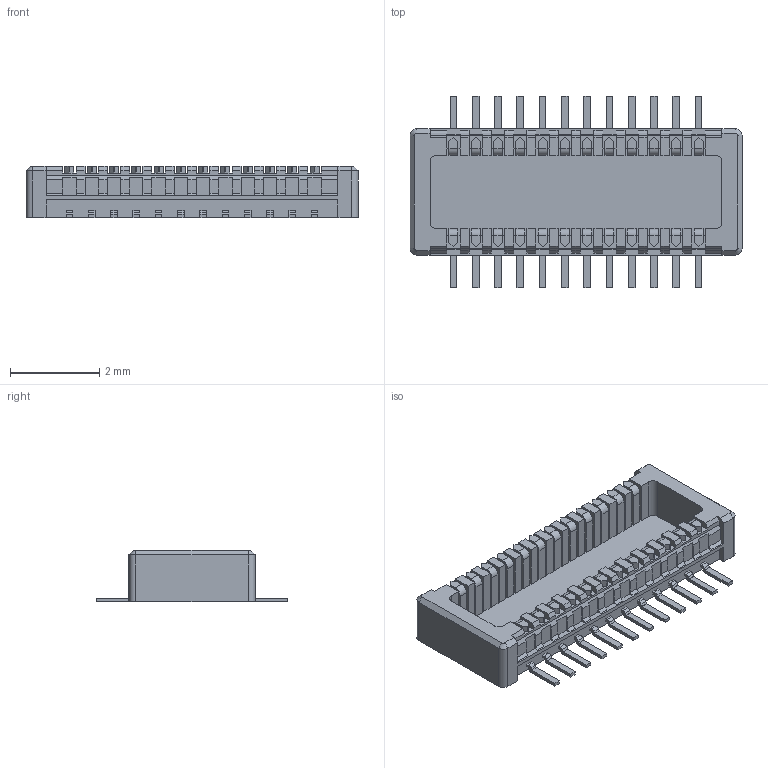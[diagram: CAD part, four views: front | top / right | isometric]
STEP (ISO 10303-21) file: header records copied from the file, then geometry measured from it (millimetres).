
FILE_DESCRIPTION(/* description */ ('model of Molex_SlimStack_55560-0241_2x12_P0.50mm_Vertical'),/* implementation_level */ '2;1');
FILE_NAME(/* name */ 'Molex_SlimStack_55560-0241_2x12_P0.50mm_Vertical.step',/* time_stamp */ '2017-12-04T22:48:11',/* author */ ('Ray Benitez',''),/* organization */ (''),/* preprocessor_version */ '',/* originating_system */ '',/* authorisation */ '');
FILE_SCHEMA(('AUTOMOTIVE_DESIGN { 1 0 10303 214 1 1 1 1 }'));
Length unit declared in the file: millimetre
Products named in the file (1): Molex_55560_0241
Bounding box: 7.45 x 4.3 x 1.15 mm (x, y, z)
Volume: 11.8 mm3; surface area: 106.5 mm2
Topology: 1 solids, 1 shells, 868 faces, 2614 edges, 1772 vertices
Faces by surface type: plane 736, cylinder 128, cone 4
Entity records: 19647 total; most frequent: ORIENTED_EDGE 4146, CARTESIAN_POINT 3121, EDGE_CURVE 2614, LINE 2132, VERTEX_POINT 1772, AXIS2_PLACEMENT_3D 924, FACE_BOUND 892, EDGE_LOOP 892
